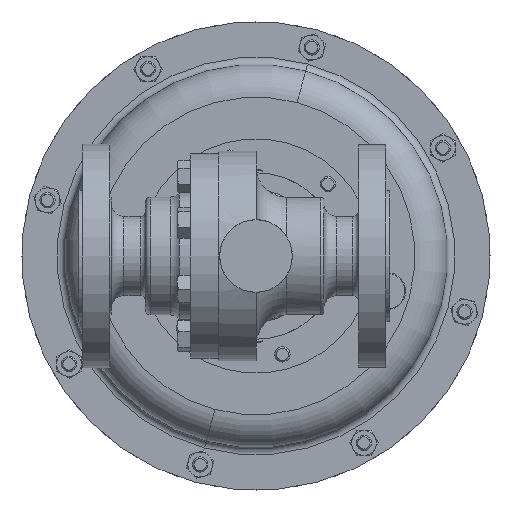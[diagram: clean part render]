
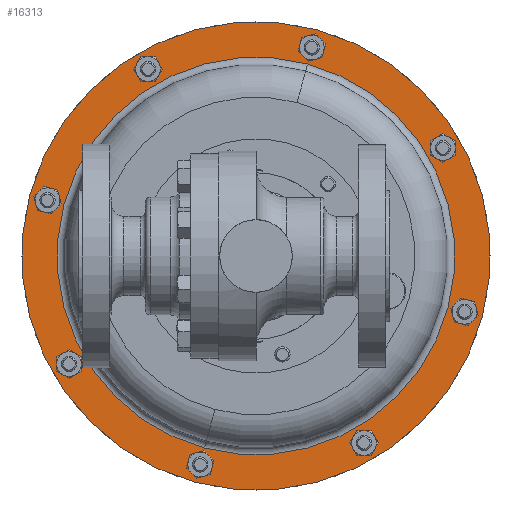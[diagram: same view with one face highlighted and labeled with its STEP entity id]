
A CAD part, front view. The second image highlights one B-rep face of the part: STEP entity #16313.
In plain terms, the highlighted planar face has unit normal (0, -1, 0).
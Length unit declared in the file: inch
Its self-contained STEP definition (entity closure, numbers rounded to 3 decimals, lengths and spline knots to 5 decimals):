
#41 = VERTEX_POINT ( 'NONE', #47656 ) ;
#1307 = EDGE_CURVE ( 'NONE', #25632, #22877, #36169, .T. ) ;
#6160 = CARTESIAN_POINT ( 'NONE',  ( 4.58815, 9.2025, -1.22939 ) ) ;
#6491 = DIRECTION ( 'NONE',  ( -0.259, 0., -0.966 ) ) ;
#7194 = ORIENTED_EDGE ( 'NONE', *, *, #43215, .F. ) ;
#7957 = AXIS2_PLACEMENT_3D ( 'NONE', #45598, #13993, #9005 ) ;
#8724 = FACE_OUTER_BOUND ( 'NONE', #9289, .T. ) ;
#9005 = DIRECTION ( 'NONE',  ( 0.259, 0., 0.966 ) ) ;
#9289 = EDGE_LOOP ( 'NONE', ( #7194, #36901 ) ) ;
#10741 = DIRECTION ( 'NONE',  ( 0.259, 0., 0.966 ) ) ;
#10911 = CARTESIAN_POINT ( 'NONE',  ( 1.04278, 9.2025, 3.89172 ) ) ;
#11603 = EDGE_CURVE ( 'NONE', #41, #43963, #34407, .T. ) ;
#13130 = ORIENTED_EDGE ( 'NONE', *, *, #25469, .T. ) ;
#13356 = DIRECTION ( 'NONE',  ( 0., 1., 0. ) ) ;
#13993 = DIRECTION ( 'NONE',  ( 0., 1., 0. ) ) ;
#14498 = CARTESIAN_POINT ( 'NONE',  ( 0., 9.2025, 0. ) ) ;
#16313 = ADVANCED_FACE ( 'NONE', ( #28679, #8724 ), #25112, .T. ) ;
#21429 = DIRECTION ( 'NONE',  ( 0., 1., 0. ) ) ;
#22877 = VERTEX_POINT ( 'NONE', #27976 ) ;
#24502 = AXIS2_PLACEMENT_3D ( 'NONE', #35759, #13356, #39549 ) ;
#25112 = PLANE ( 'NONE',  #32851 ) ;
#25469 = EDGE_CURVE ( 'NONE', #22877, #25632, #30669, .T. ) ;
#25632 = VERTEX_POINT ( 'NONE', #10911 ) ;
#27976 = CARTESIAN_POINT ( 'NONE',  ( -1.04278, 9.2025, -3.89172 ) ) ;
#28679 = FACE_BOUND ( 'NONE', #39418, .T. ) ;
#28888 = DIRECTION ( 'NONE',  ( 0., -1., 0. ) ) ;
#30669 = CIRCLE ( 'NONE', #31127, 4.029 ) ;
#31127 = AXIS2_PLACEMENT_3D ( 'NONE', #43855, #21429, #47670 ) ;
#32851 = AXIS2_PLACEMENT_3D ( 'NONE', #6160, #28888, #6491 ) ;
#34407 = CIRCLE ( 'NONE', #7957, 4.75 ) ;
#35759 = CARTESIAN_POINT ( 'NONE',  ( 0., 9.2025, 0. ) ) ;
#36169 = CIRCLE ( 'NONE', #43066, 4.029 ) ;
#36901 = ORIENTED_EDGE ( 'NONE', *, *, #11603, .F. ) ;
#36911 = DIRECTION ( 'NONE',  ( 0., 1., 0. ) ) ;
#37002 = ORIENTED_EDGE ( 'NONE', *, *, #1307, .T. ) ;
#39418 = EDGE_LOOP ( 'NONE', ( #37002, #13130 ) ) ;
#39549 = DIRECTION ( 'NONE',  ( 0.259, 0., 0.966 ) ) ;
#41955 = CARTESIAN_POINT ( 'NONE',  ( 1.22939, 9.2025, 4.58815 ) ) ;
#43066 = AXIS2_PLACEMENT_3D ( 'NONE', #14498, #36911, #10741 ) ;
#43215 = EDGE_CURVE ( 'NONE', #43963, #41, #43731, .T. ) ;
#43731 = CIRCLE ( 'NONE', #24502, 4.75 ) ;
#43855 = CARTESIAN_POINT ( 'NONE',  ( 0., 9.2025, 0. ) ) ;
#43963 = VERTEX_POINT ( 'NONE', #41955 ) ;
#45598 = CARTESIAN_POINT ( 'NONE',  ( 0., 9.2025, 0. ) ) ;
#47656 = CARTESIAN_POINT ( 'NONE',  ( -1.22939, 9.2025, -4.58815 ) ) ;
#47670 = DIRECTION ( 'NONE',  ( 0.259, 0., 0.966 ) ) ;
